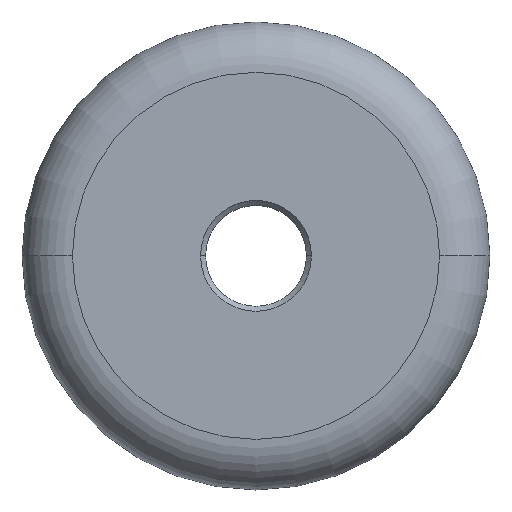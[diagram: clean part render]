
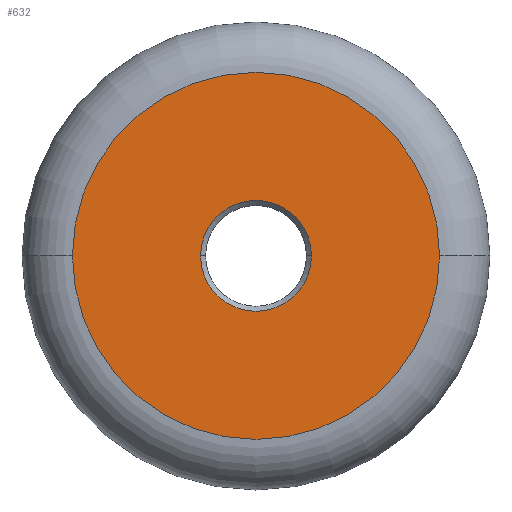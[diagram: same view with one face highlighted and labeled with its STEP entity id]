
A CAD part, top view. The second image highlights one B-rep face of the part: STEP entity #632.
In plain terms, the highlighted planar face has unit normal (0, 0, 1).
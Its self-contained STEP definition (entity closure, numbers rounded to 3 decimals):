
#9 = FACE_BOUND ( 'NONE', #884, .T. ) ;
#38 = AXIS2_PLACEMENT_3D ( 'NONE', #339, #1040, #671 ) ;
#43 = DIRECTION ( 'NONE',  ( 1., 0., 0. ) ) ;
#74 = AXIS2_PLACEMENT_3D ( 'NONE', #505, #766, #947 ) ;
#75 = AXIS2_PLACEMENT_3D ( 'NONE', #729, #801, #43 ) ;
#165 = VERTEX_POINT ( 'NONE', #275 ) ;
#175 = FACE_OUTER_BOUND ( 'NONE', #501, .T. ) ;
#180 = EDGE_CURVE ( 'NONE', #165, #724, #478, .T. ) ;
#184 = CARTESIAN_POINT ( 'NONE',  ( -9.1, 0., 0. ) ) ;
#255 = CARTESIAN_POINT ( 'NONE',  ( 0., 0., 0. ) ) ;
#264 = ORIENTED_EDGE ( 'NONE', *, *, #993, .T. ) ;
#275 = CARTESIAN_POINT ( 'NONE',  ( 9.1, 0., 0. ) ) ;
#292 = EDGE_CURVE ( 'NONE', #583, #1047, #312, .T. ) ;
#312 = CIRCLE ( 'NONE', #74, 2.75 ) ;
#339 = CARTESIAN_POINT ( 'NONE',  ( 0., 0., 0. ) ) ;
#340 = PLANE ( 'NONE',  #716 ) ;
#357 = DIRECTION ( 'NONE',  ( 0., 0., 1. ) ) ;
#393 = DIRECTION ( 'NONE',  ( 1., 0., 0. ) ) ;
#426 = ORIENTED_EDGE ( 'NONE', *, *, #292, .T. ) ;
#464 = CIRCLE ( 'NONE', #1073, 9.1 ) ;
#478 = CIRCLE ( 'NONE', #38, 9.1 ) ;
#501 = EDGE_LOOP ( 'NONE', ( #528, #264 ) ) ;
#505 = CARTESIAN_POINT ( 'NONE',  ( 0., 0., 0. ) ) ;
#516 = ORIENTED_EDGE ( 'NONE', *, *, #1001, .T. ) ;
#528 = ORIENTED_EDGE ( 'NONE', *, *, #180, .T. ) ;
#583 = VERTEX_POINT ( 'NONE', #928 ) ;
#632 = ADVANCED_FACE ( 'NONE', ( #9, #175 ), #340, .T. ) ;
#652 = DIRECTION ( 'NONE',  ( 0., 0., 1. ) ) ;
#671 = DIRECTION ( 'NONE',  ( 1., 0., 0. ) ) ;
#716 = AXIS2_PLACEMENT_3D ( 'NONE', #255, #357, #1021 ) ;
#724 = VERTEX_POINT ( 'NONE', #184 ) ;
#729 = CARTESIAN_POINT ( 'NONE',  ( 0., 0., 0. ) ) ;
#766 = DIRECTION ( 'NONE',  ( 0., 0., -1. ) ) ;
#801 = DIRECTION ( 'NONE',  ( 0., 0., -1. ) ) ;
#806 = CARTESIAN_POINT ( 'NONE',  ( 0., 0., 0. ) ) ;
#884 = EDGE_LOOP ( 'NONE', ( #516, #426 ) ) ;
#885 = CARTESIAN_POINT ( 'NONE',  ( 2.75, 0., 0. ) ) ;
#893 = CIRCLE ( 'NONE', #75, 2.75 ) ;
#928 = CARTESIAN_POINT ( 'NONE',  ( -2.75, 0., 0. ) ) ;
#947 = DIRECTION ( 'NONE',  ( 1., 0., 0. ) ) ;
#993 = EDGE_CURVE ( 'NONE', #724, #165, #464, .T. ) ;
#1001 = EDGE_CURVE ( 'NONE', #1047, #583, #893, .T. ) ;
#1021 = DIRECTION ( 'NONE',  ( 1., 0., 0. ) ) ;
#1040 = DIRECTION ( 'NONE',  ( 0., 0., 1. ) ) ;
#1047 = VERTEX_POINT ( 'NONE', #885 ) ;
#1073 = AXIS2_PLACEMENT_3D ( 'NONE', #806, #652, #393 ) ;
